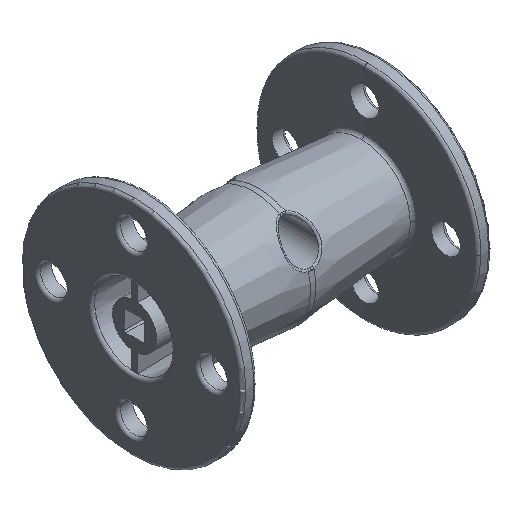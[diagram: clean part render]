
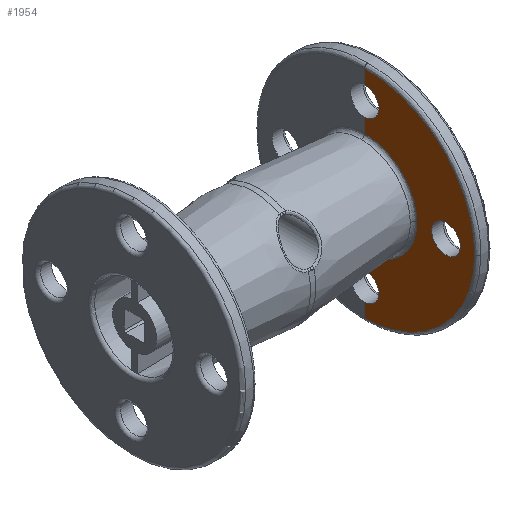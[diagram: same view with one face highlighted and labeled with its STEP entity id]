
A CAD part, isometric view. The second image highlights one B-rep face of the part: STEP entity #1954.
In plain terms, the highlighted planar face has unit normal (-1, -0.018, 0).
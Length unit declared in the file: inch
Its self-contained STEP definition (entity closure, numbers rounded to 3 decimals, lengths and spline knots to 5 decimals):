
#22=FACE_BOUND('',#489,.T.);
#50=PLANE('',#2217);
#156=LINE('',#9865,#221);
#157=LINE('',#9866,#222);
#158=LINE('',#9867,#223);
#159=LINE('',#9868,#224);
#221=VECTOR('',#2762,0.08781);
#222=VECTOR('',#2763,0.09102);
#223=VECTOR('',#2764,0.09102);
#224=VECTOR('',#2765,0.08781);
#259=ELLIPSE('',#2079,0.08751,0.0875);
#261=ELLIPSE('',#2082,0.08751,0.0875);
#262=ELLIPSE('',#2083,0.08751,0.0875);
#263=ELLIPSE('',#2085,0.08751,0.0875);
#291=ELLIPSE('',#2197,0.32168,0.32155);
#294=ELLIPSE('',#2203,0.67542,0.67532);
#296=ELLIPSE('',#2205,0.67542,0.67532);
#386=FACE_OUTER_BOUND('',#488,.T.);
#488=EDGE_LOOP('',(#1759,#1760,#1761,#1762,#1763,#1764,#1765,#1766,#1767,
#1768));
#489=EDGE_LOOP('',(#1769,#1770));
#561=B_SPLINE_CURVE_WITH_KNOTS('',3,(#9039,#9040,#9041,#9042,#9043,#9044,
#9045,#9046,#9047,#9048,#9049,#9050,#9051,#9052,#9053,#9054,#9055,#9056,
#9057),.UNSPECIFIED.,.F.,.F.,(4,3,3,3,3,3,4),(0.,0.125,0.25,0.375,0.5,0.75,
1.),.UNSPECIFIED.);
#788=VERTEX_POINT('',#3842);
#789=VERTEX_POINT('',#3843);
#790=VERTEX_POINT('',#3848);
#791=VERTEX_POINT('',#3849);
#792=VERTEX_POINT('',#3854);
#793=VERTEX_POINT('',#3855);
#902=VERTEX_POINT('',#9037);
#903=VERTEX_POINT('',#9038);
#904=VERTEX_POINT('',#9161);
#907=VERTEX_POINT('',#9477);
#908=VERTEX_POINT('',#9593);
#909=VERTEX_POINT('',#9696);
#1016=EDGE_CURVE('',#788,#789,#259,.T.);
#1019=EDGE_CURVE('',#790,#791,#261,.T.);
#1020=EDGE_CURVE('',#791,#790,#262,.T.);
#1022=EDGE_CURVE('',#792,#793,#263,.T.);
#1192=EDGE_CURVE('',#902,#903,#561,.T.);
#1195=EDGE_CURVE('',#903,#904,#291,.T.);
#1204=EDGE_CURVE('',#907,#908,#294,.T.);
#1207=EDGE_CURVE('',#908,#909,#296,.T.);
#1223=EDGE_CURVE('',#907,#788,#156,.T.);
#1224=EDGE_CURVE('',#789,#904,#157,.T.);
#1225=EDGE_CURVE('',#902,#792,#158,.T.);
#1226=EDGE_CURVE('',#793,#909,#159,.T.);
#1759=ORIENTED_EDGE('',*,*,#1223,.T.);
#1760=ORIENTED_EDGE('',*,*,#1016,.T.);
#1761=ORIENTED_EDGE('',*,*,#1224,.T.);
#1762=ORIENTED_EDGE('',*,*,#1195,.F.);
#1763=ORIENTED_EDGE('',*,*,#1192,.F.);
#1764=ORIENTED_EDGE('',*,*,#1225,.T.);
#1765=ORIENTED_EDGE('',*,*,#1022,.T.);
#1766=ORIENTED_EDGE('',*,*,#1226,.T.);
#1767=ORIENTED_EDGE('',*,*,#1207,.F.);
#1768=ORIENTED_EDGE('',*,*,#1204,.F.);
#1769=ORIENTED_EDGE('',*,*,#1019,.T.);
#1770=ORIENTED_EDGE('',*,*,#1020,.T.);
#1954=ADVANCED_FACE('',(#386,#22),#50,.F.);
#2079=AXIS2_PLACEMENT_3D('',#3844,#2423,#2424);
#2082=AXIS2_PLACEMENT_3D('',#3850,#2430,#2431);
#2083=AXIS2_PLACEMENT_3D('',#3851,#2432,#2433);
#2085=AXIS2_PLACEMENT_3D('',#3856,#2437,#2438);
#2197=AXIS2_PLACEMENT_3D('',#9162,#2711,#2712);
#2203=AXIS2_PLACEMENT_3D('',#9595,#2723,#2724);
#2205=AXIS2_PLACEMENT_3D('',#9812,#2727,#2728);
#2217=AXIS2_PLACEMENT_3D('',#9864,#2760,#2761);
#2423=DIRECTION('center_axis',(1.,0.017,0.));
#2424=DIRECTION('ref_axis',(0.017,-1.,0.));
#2430=DIRECTION('center_axis',(1.,0.017,0.));
#2431=DIRECTION('ref_axis',(0.017,-1.,0.));
#2432=DIRECTION('center_axis',(1.,0.017,0.));
#2433=DIRECTION('ref_axis',(0.017,-1.,0.));
#2437=DIRECTION('center_axis',(1.,0.017,0.));
#2438=DIRECTION('ref_axis',(0.017,-1.,0.));
#2711=DIRECTION('center_axis',(-1.,-0.017,0.));
#2712=DIRECTION('ref_axis',(0.015,-0.86,0.511));
#2723=DIRECTION('center_axis',(1.,0.017,0.));
#2724=DIRECTION('ref_axis',(0.017,-1.,0.004));
#2727=DIRECTION('center_axis',(1.,0.017,0.));
#2728=DIRECTION('ref_axis',(0.017,-1.,-0.002));
#2760=DIRECTION('center_axis',(1.,0.017,0.));
#2761=DIRECTION('ref_axis',(0.,0.,-1.));
#2762=DIRECTION('',(0.,0.,-1.));
#2763=DIRECTION('',(0.,0.,-1.));
#2764=DIRECTION('',(0.,0.,-1.));
#2765=DIRECTION('',(0.,0.,-1.));
#3842=CARTESIAN_POINT('',(0.6775,0.,0.5875));
#3843=CARTESIAN_POINT('',(0.6775,0.,0.4125));
#3844=CARTESIAN_POINT('Origin',(0.6775,0.,0.5));
#3848=CARTESIAN_POINT('',(0.68623,-0.5,-0.0875));
#3849=CARTESIAN_POINT('',(0.68623,-0.5,0.0875));
#3850=CARTESIAN_POINT('Origin',(0.68623,-0.5,0.));
#3851=CARTESIAN_POINT('Origin',(0.68623,-0.5,0.));
#3854=CARTESIAN_POINT('',(0.6775,0.,-0.4125));
#3855=CARTESIAN_POINT('',(0.6775,0.,-0.5875));
#3856=CARTESIAN_POINT('Origin',(0.6775,0.,-0.5));
#9037=CARTESIAN_POINT('',(0.6775,0.,-0.32148));
#9038=CARTESIAN_POINT('',(0.6831,-0.32065,0.));
#9039=CARTESIAN_POINT('Ctrl Pts',(0.6775,0.,
-0.32148));
#9040=CARTESIAN_POINT('Ctrl Pts',(0.67797,-0.02664,
-0.32141));
#9041=CARTESIAN_POINT('Ctrl Pts',(0.67842,-0.05255,
-0.31802));
#9042=CARTESIAN_POINT('Ctrl Pts',(0.67884,-0.07703,
-0.31191));
#9043=CARTESIAN_POINT('Ctrl Pts',(0.67927,-0.10151,
-0.3058));
#9044=CARTESIAN_POINT('Ctrl Pts',(0.67967,-0.12457,
-0.29698));
#9045=CARTESIAN_POINT('Ctrl Pts',(0.68004,-0.14578,
-0.28611));
#9046=CARTESIAN_POINT('Ctrl Pts',(0.68041,-0.16698,
-0.27525));
#9047=CARTESIAN_POINT('Ctrl Pts',(0.68075,-0.18633,
-0.26235));
#9048=CARTESIAN_POINT('Ctrl Pts',(0.68105,-0.20363,
-0.24809));
#9049=CARTESIAN_POINT('Ctrl Pts',(0.68136,-0.22093,
-0.23384));
#9050=CARTESIAN_POINT('Ctrl Pts',(0.68162,-0.23618,-0.21823));
#9051=CARTESIAN_POINT('Ctrl Pts',(0.68185,-0.24937,
-0.20188));
#9052=CARTESIAN_POINT('Ctrl Pts',(0.68231,-0.27576,
-0.16918));
#9053=CARTESIAN_POINT('Ctrl Pts',(0.68263,-0.29382,
-0.13364));
#9054=CARTESIAN_POINT('Ctrl Pts',(0.68282,-0.30502,-0.09903));
#9055=CARTESIAN_POINT('Ctrl Pts',(0.68302,-0.31622,
-0.06442));
#9056=CARTESIAN_POINT('Ctrl Pts',(0.6831,-0.32065,
-0.03073));
#9057=CARTESIAN_POINT('Ctrl Pts',(0.6831,-0.32065,0.));
#9161=CARTESIAN_POINT('',(0.6775,0.,0.32148));
#9162=CARTESIAN_POINT('Origin',(0.67748,0.00095,
-0.0001));
#9477=CARTESIAN_POINT('',(0.6775,0.,0.67531));
#9593=CARTESIAN_POINT('',(0.68929,-0.67566,0.));
#9595=CARTESIAN_POINT('Origin',(0.67751,-0.00034,
0.));
#9696=CARTESIAN_POINT('',(0.6775,0.,-0.67531));
#9812=CARTESIAN_POINT('Origin',(0.67751,-0.00034,
0.));
#9864=CARTESIAN_POINT('Origin',(0.6775,0.,-0.695));
#9865=CARTESIAN_POINT('',(0.6775,0.,0.67531));
#9866=CARTESIAN_POINT('',(0.6775,0.,0.4125));
#9867=CARTESIAN_POINT('',(0.6775,0.,-0.32148));
#9868=CARTESIAN_POINT('',(0.6775,0.,-0.5875));
